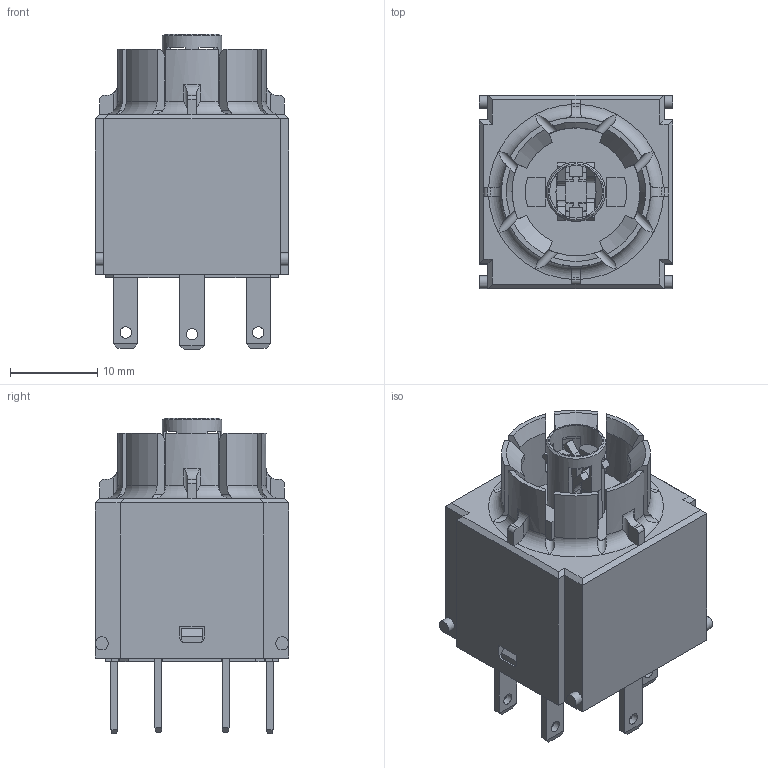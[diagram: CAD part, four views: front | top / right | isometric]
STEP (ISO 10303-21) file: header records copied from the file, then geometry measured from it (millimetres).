
FILE_DESCRIPTION(/* description */ (''),/* implementation_level */ '2;1');
FILE_NAME(/* name */ 'BZLII.stp',/* time_stamp */ '2022-09-06T14:12:52+02:00',/* author */ ('kscharfenort'),/* organization */ (''),/* preprocessor_version */ 'ST-DEVELOPER v17.2',/* originating_system */ 'Autodesk Inventor 2019',/* authorisation */ '');
FILE_SCHEMA (('AUTOMOTIVE_DESIGN { 1 0 10303 214 3 1 1 }'));
Length unit declared in the file: millimetre
Products named in the file (1): BZLII_vereinfacht
Bounding box: 22.2 x 22.2 x 36.26 mm (x, y, z)
Volume: 9325.7 mm3; surface area: 5317.9 mm2
Topology: 1 solids, 1 shells, 818 faces, 2287 edges, 1500 vertices
Faces by surface type: plane 506, bspline 216, cylinder 67, torus 20, cone 9
Full cylindrical faces by diameter (mm): 1.3 x6, 1.5 x4, 6.05 x1, 6.8 x1, 14.7 x1
Entity records: 27680 total; most frequent: CARTESIAN_POINT 8170, ORIENTED_EDGE 4574, DIRECTION 3125, EDGE_CURVE 2287, LINE 1567, VECTOR 1567, VERTEX_POINT 1500, EDGE_LOOP 867
